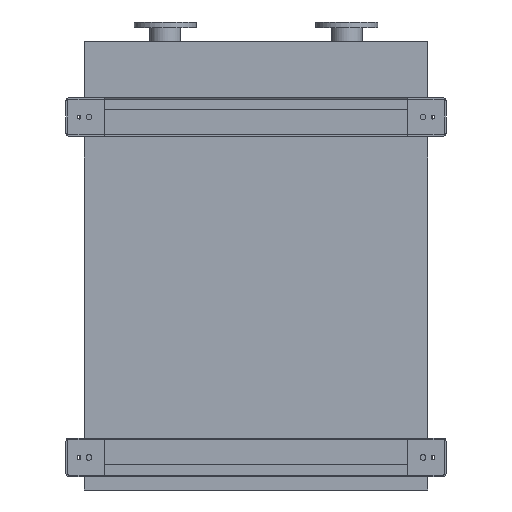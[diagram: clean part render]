
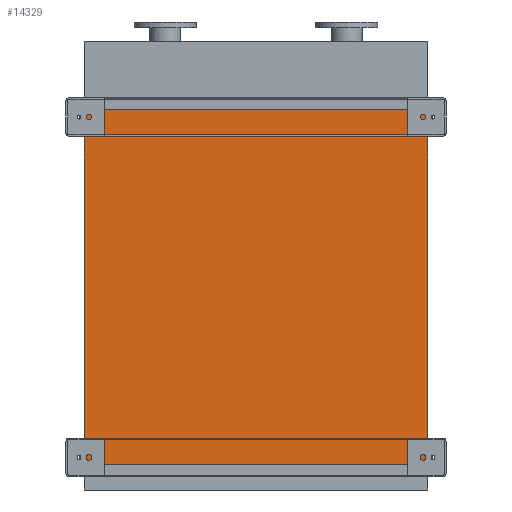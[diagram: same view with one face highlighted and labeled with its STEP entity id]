
A CAD part, front view. The second image highlights one B-rep face of the part: STEP entity #14329.
In plain terms, the highlighted planar face has unit normal (0, -1, 0).
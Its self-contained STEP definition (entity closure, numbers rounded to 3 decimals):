
#104 = VECTOR ( 'NONE', #16507, 1000. ) ;
#376 = VERTEX_POINT ( 'NONE', #1444 ) ;
#643 = DIRECTION ( 'NONE',  ( 0., 0., -1. ) ) ;
#666 = ORIENTED_EDGE ( 'NONE', *, *, #7791, .T. ) ;
#771 = CARTESIAN_POINT ( 'NONE',  ( 605., 0., -1250. ) ) ;
#1109 = ORIENTED_EDGE ( 'NONE', *, *, #5423, .F. ) ;
#1444 = CARTESIAN_POINT ( 'NONE',  ( -605., 0., 0. ) ) ;
#2772 = VECTOR ( 'NONE', #20111, 1000. ) ;
#3217 = DIRECTION ( 'NONE',  ( 1., 0., 0. ) ) ;
#3578 = FACE_OUTER_BOUND ( 'NONE', #13768, .T. ) ;
#4211 = EDGE_CURVE ( 'NONE', #16268, #16794, #21598, .T. ) ;
#4581 = ORIENTED_EDGE ( 'NONE', *, *, #4211, .T. ) ;
#5423 = EDGE_CURVE ( 'NONE', #376, #12834, #22365, .T. ) ;
#6429 = CARTESIAN_POINT ( 'NONE',  ( 605., 0., -1250. ) ) ;
#7666 = CARTESIAN_POINT ( 'NONE',  ( -605., 0., -1250. ) ) ;
#7791 = EDGE_CURVE ( 'NONE', #16794, #12834, #18004, .T. ) ;
#8548 = CARTESIAN_POINT ( 'NONE',  ( -605., 0., 0. ) ) ;
#10118 = ORIENTED_EDGE ( 'NONE', *, *, #17204, .F. ) ;
#11384 = DIRECTION ( 'NONE',  ( 0., -1., 0. ) ) ;
#12834 = VERTEX_POINT ( 'NONE', #22962 ) ;
#13021 = CARTESIAN_POINT ( 'NONE',  ( -605., 0., -1250. ) ) ;
#13301 = DIRECTION ( 'NONE',  ( 0., 0., 1. ) ) ;
#13339 = VECTOR ( 'NONE', #13301, 1000. ) ;
#13464 = AXIS2_PLACEMENT_3D ( 'NONE', #21888, #11384, #643 ) ;
#13637 = VECTOR ( 'NONE', #3217, 1000. ) ;
#13768 = EDGE_LOOP ( 'NONE', ( #1109, #10118, #4581, #666 ) ) ;
#14329 = ADVANCED_FACE ( 'NONE', ( #3578 ), #14885, .T. ) ;
#14885 = PLANE ( 'NONE',  #13464 ) ;
#14940 = LINE ( 'NONE', #13021, #104 ) ;
#16098 = CARTESIAN_POINT ( 'NONE',  ( -605., 0., -1250. ) ) ;
#16268 = VERTEX_POINT ( 'NONE', #16098 ) ;
#16507 = DIRECTION ( 'NONE',  ( 0., 0., 1. ) ) ;
#16794 = VERTEX_POINT ( 'NONE', #6429 ) ;
#17204 = EDGE_CURVE ( 'NONE', #16268, #376, #14940, .T. ) ;
#18004 = LINE ( 'NONE', #771, #13339 ) ;
#20111 = DIRECTION ( 'NONE',  ( 1., 0., 0. ) ) ;
#21598 = LINE ( 'NONE', #7666, #2772 ) ;
#21888 = CARTESIAN_POINT ( 'NONE',  ( -605., 0., -1250. ) ) ;
#22365 = LINE ( 'NONE', #8548, #13637 ) ;
#22962 = CARTESIAN_POINT ( 'NONE',  ( 605., 0., 0. ) ) ;
